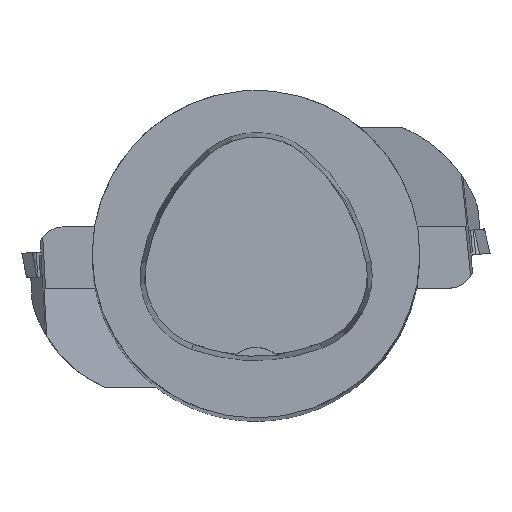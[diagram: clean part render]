
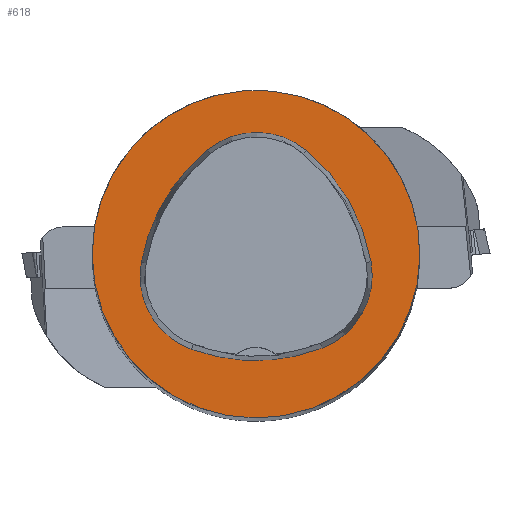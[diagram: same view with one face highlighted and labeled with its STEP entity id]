
A CAD part, top view. The second image highlights one B-rep face of the part: STEP entity #618.
In plain terms, the highlighted planar face has unit normal (0, 0, 1).
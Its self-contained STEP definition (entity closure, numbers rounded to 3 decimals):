
#306=FACE_BOUND('',#1136,.T.);
#307=FACE_BOUND('',#1137,.T.);
#464=CIRCLE('',#3907,31.5);
#465=CIRCLE('',#3913,36.);
#467=CIRCLE('',#3916,15.);
#469=CIRCLE('',#3919,36.);
#471=CIRCLE('',#3922,15.);
#475=CIRCLE('',#3927,36.);
#477=CIRCLE('',#3930,15.);
#618=ADVANCED_FACE('',(#306,#307),#767,.T.);
#767=PLANE('',#3935);
#1136=EDGE_LOOP('',(#1936,#1937,#1938,#1939,#1940,#1941));
#1137=EDGE_LOOP('',(#1942));
#1936=ORIENTED_EDGE('',*,*,#2881,.T.);
#1937=ORIENTED_EDGE('',*,*,#2861,.T.);
#1938=ORIENTED_EDGE('',*,*,#2865,.T.);
#1939=ORIENTED_EDGE('',*,*,#2868,.T.);
#1940=ORIENTED_EDGE('',*,*,#2871,.T.);
#1941=ORIENTED_EDGE('',*,*,#2879,.T.);
#1942=ORIENTED_EDGE('',*,*,#2852,.F.);
#2434=VERTEX_POINT('',#6153);
#2443=VERTEX_POINT('',#6172);
#2444=VERTEX_POINT('',#6173);
#2447=VERTEX_POINT('',#6181);
#2449=VERTEX_POINT('',#6187);
#2451=VERTEX_POINT('',#6193);
#2458=VERTEX_POINT('',#6214);
#2852=EDGE_CURVE('',#2434,#2434,#464,.T.);
#2861=EDGE_CURVE('',#2443,#2444,#465,.T.);
#2865=EDGE_CURVE('',#2444,#2447,#467,.T.);
#2868=EDGE_CURVE('',#2447,#2449,#469,.T.);
#2871=EDGE_CURVE('',#2449,#2451,#471,.T.);
#2879=EDGE_CURVE('',#2451,#2458,#475,.T.);
#2881=EDGE_CURVE('',#2458,#2443,#477,.T.);
#3907=AXIS2_PLACEMENT_3D('',#6152,#4630,#4631);
#3913=AXIS2_PLACEMENT_3D('',#6171,#4646,#4647);
#3916=AXIS2_PLACEMENT_3D('',#6180,#4654,#4655);
#3919=AXIS2_PLACEMENT_3D('',#6186,#4661,#4662);
#3922=AXIS2_PLACEMENT_3D('',#6192,#4668,#4669);
#3927=AXIS2_PLACEMENT_3D('',#6215,#4680,#4681);
#3930=AXIS2_PLACEMENT_3D('',#6218,#4686,#4687);
#3935=AXIS2_PLACEMENT_3D('',#6223,#4696,#4697);
#4630=DIRECTION('',(0.,0.,-1.));
#4631=DIRECTION('',(-1.,0.,0.));
#4646=DIRECTION('',(0.,0.,-1.));
#4647=DIRECTION('',(-1.,0.,0.));
#4654=DIRECTION('',(0.,0.,-1.));
#4655=DIRECTION('',(-1.,0.,0.));
#4661=DIRECTION('',(0.,0.,-1.));
#4662=DIRECTION('',(-1.,0.,0.));
#4668=DIRECTION('',(0.,0.,-1.));
#4669=DIRECTION('',(-1.,0.,0.));
#4680=DIRECTION('',(0.,0.,-1.));
#4681=DIRECTION('',(-1.,0.,0.));
#4686=DIRECTION('',(0.,0.,-1.));
#4687=DIRECTION('',(-1.,0.,0.));
#4696=DIRECTION('',(0.,0.,1.));
#4697=DIRECTION('',(-1.,0.,0.));
#6152=CARTESIAN_POINT('',(0.,0.,0.));
#6153=CARTESIAN_POINT('',(-31.5,0.,0.));
#6171=CARTESIAN_POINT('',(13.398,-7.893,0.));
#6172=CARTESIAN_POINT('',(-22.041,-1.562,0.));
#6173=CARTESIAN_POINT('',(-9.317,20.036,0.));
#6180=CARTESIAN_POINT('',(0.148,8.399,0.));
#6181=CARTESIAN_POINT('',(9.779,19.898,0.));
#6186=CARTESIAN_POINT('',(-13.337,-7.7,0.));
#6187=CARTESIAN_POINT('',(22.122,-1.48,0.));
#6192=CARTESIAN_POINT('',(7.347,-4.071,0.));
#6193=CARTESIAN_POINT('',(12.693,-18.087,0.));
#6214=CARTESIAN_POINT('',(-12.373,-18.307,0.));
#6215=CARTESIAN_POINT('',(-0.137,15.55,0.));
#6218=CARTESIAN_POINT('',(-7.275,-4.2,0.));
#6223=CARTESIAN_POINT('',(0.,0.,0.));
